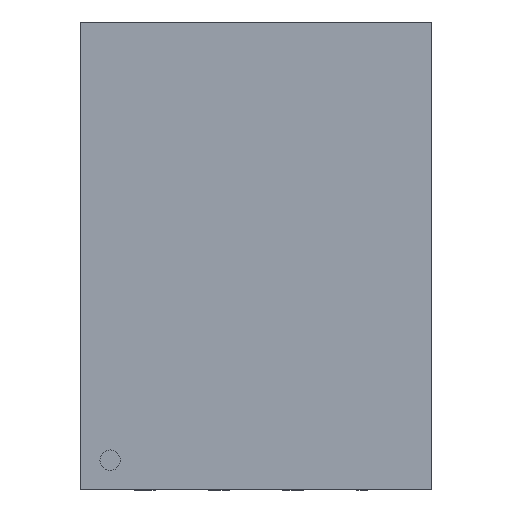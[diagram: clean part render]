
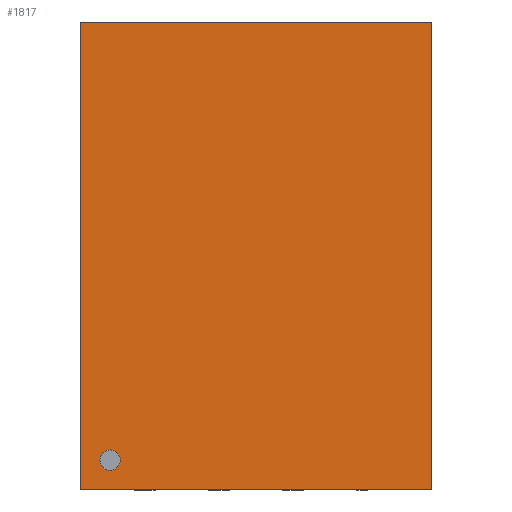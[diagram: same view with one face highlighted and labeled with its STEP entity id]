
A CAD part, top view. The second image highlights one B-rep face of the part: STEP entity #1817.
In plain terms, the highlighted planar face has unit normal (0, 0, 1).
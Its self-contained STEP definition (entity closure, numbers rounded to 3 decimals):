
#24 = VERTEX_POINT ( 'NONE', #168 ) ;
#168 = CARTESIAN_POINT ( 'NONE',  ( -3., 4., 0.81 ) ) ;
#203 = CARTESIAN_POINT ( 'NONE',  ( 3., -4., 0.81 ) ) ;
#334 = CIRCLE ( 'NONE', #909, 0.175 ) ;
#393 = DIRECTION ( 'NONE',  ( 0., 0., 1. ) ) ;
#413 = EDGE_LOOP ( 'NONE', ( #1180, #1431 ) ) ;
#473 = DIRECTION ( 'NONE',  ( 0., 0., 1. ) ) ;
#512 = LINE ( 'NONE', #2315, #2519 ) ;
#549 = CARTESIAN_POINT ( 'NONE',  ( -2.675, -3.5, 0.81 ) ) ;
#604 = EDGE_LOOP ( 'NONE', ( #1996, #1026, #647, #2681 ) ) ;
#647 = ORIENTED_EDGE ( 'NONE', *, *, #891, .F. ) ;
#690 = CARTESIAN_POINT ( 'NONE',  ( 3., -4., 0.81 ) ) ;
#695 = DIRECTION ( 'NONE',  ( -1., 0., 0. ) ) ;
#715 = VERTEX_POINT ( 'NONE', #203 ) ;
#750 = DIRECTION ( 'NONE',  ( 1., 0., 0. ) ) ;
#891 = EDGE_CURVE ( 'NONE', #1466, #715, #1861, .T. ) ;
#909 = AXIS2_PLACEMENT_3D ( 'NONE', #2915, #393, #1523 ) ;
#936 = FACE_OUTER_BOUND ( 'NONE', #604, .T. ) ;
#1026 = ORIENTED_EDGE ( 'NONE', *, *, #2390, .F. ) ;
#1180 = ORIENTED_EDGE ( 'NONE', *, *, #2316, .F. ) ;
#1219 = VERTEX_POINT ( 'NONE', #549 ) ;
#1225 = CIRCLE ( 'NONE', #2253, 0.175 ) ;
#1233 = EDGE_CURVE ( 'NONE', #1219, #2990, #334, .T. ) ;
#1394 = DIRECTION ( 'NONE',  ( 1., 0., 0. ) ) ;
#1431 = ORIENTED_EDGE ( 'NONE', *, *, #1233, .F. ) ;
#1466 = VERTEX_POINT ( 'NONE', #2894 ) ;
#1491 = VECTOR ( 'NONE', #2116, 1000. ) ;
#1523 = DIRECTION ( 'NONE',  ( 1., 0., 0. ) ) ;
#1620 = DIRECTION ( 'NONE',  ( 0., 0., -1. ) ) ;
#1680 = FACE_BOUND ( 'NONE', #413, .T. ) ;
#1734 = CARTESIAN_POINT ( 'NONE',  ( -2.325, -3.5, 0.81 ) ) ;
#1817 = ADVANCED_FACE ( 'NONE', ( #936, #1680 ), #2354, .F. ) ;
#1823 = VECTOR ( 'NONE', #695, 1000. ) ;
#1854 = DIRECTION ( 'NONE',  ( 0., 1., 0. ) ) ;
#1858 = LINE ( 'NONE', #2145, #2157 ) ;
#1861 = LINE ( 'NONE', #690, #1491 ) ;
#1865 = LINE ( 'NONE', #2776, #1823 ) ;
#1905 = CARTESIAN_POINT ( 'NONE',  ( -3., -4., 0.81 ) ) ;
#1996 = ORIENTED_EDGE ( 'NONE', *, *, #2923, .F. ) ;
#2112 = CARTESIAN_POINT ( 'NONE',  ( 0., 0., 0.81 ) ) ;
#2116 = DIRECTION ( 'NONE',  ( 0., -1., 0. ) ) ;
#2145 = CARTESIAN_POINT ( 'NONE',  ( 3., 4., 0.81 ) ) ;
#2157 = VECTOR ( 'NONE', #750, 1000. ) ;
#2253 = AXIS2_PLACEMENT_3D ( 'NONE', #2280, #473, #1394 ) ;
#2280 = CARTESIAN_POINT ( 'NONE',  ( -2.5, -3.5, 0.81 ) ) ;
#2315 = CARTESIAN_POINT ( 'NONE',  ( -3., -4., 0.81 ) ) ;
#2316 = EDGE_CURVE ( 'NONE', #2990, #1219, #1225, .T. ) ;
#2354 = PLANE ( 'NONE',  #2804 ) ;
#2368 = DIRECTION ( 'NONE',  ( -1., 0., 0. ) ) ;
#2390 = EDGE_CURVE ( 'NONE', #715, #2646, #1865, .T. ) ;
#2519 = VECTOR ( 'NONE', #1854, 1000. ) ;
#2533 = EDGE_CURVE ( 'NONE', #24, #1466, #1858, .T. ) ;
#2646 = VERTEX_POINT ( 'NONE', #1905 ) ;
#2681 = ORIENTED_EDGE ( 'NONE', *, *, #2533, .F. ) ;
#2776 = CARTESIAN_POINT ( 'NONE',  ( 3., -4., 0.81 ) ) ;
#2804 = AXIS2_PLACEMENT_3D ( 'NONE', #2112, #1620, #2368 ) ;
#2894 = CARTESIAN_POINT ( 'NONE',  ( 3., 4., 0.81 ) ) ;
#2915 = CARTESIAN_POINT ( 'NONE',  ( -2.5, -3.5, 0.81 ) ) ;
#2923 = EDGE_CURVE ( 'NONE', #2646, #24, #512, .T. ) ;
#2990 = VERTEX_POINT ( 'NONE', #1734 ) ;
